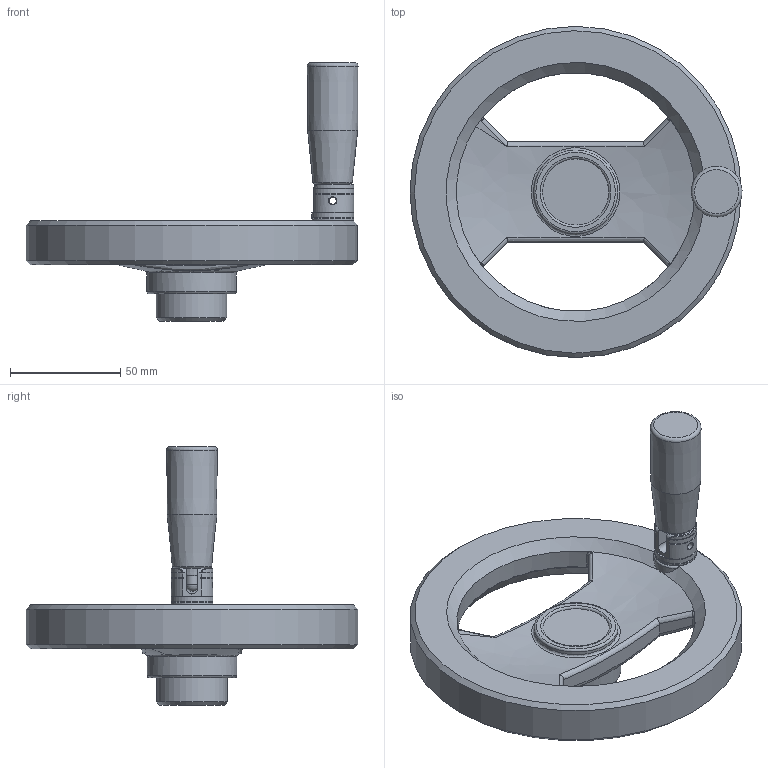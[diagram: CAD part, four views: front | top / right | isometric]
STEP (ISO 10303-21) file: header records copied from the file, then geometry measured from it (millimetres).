
FILE_DESCRIPTION( ( 'Unknown' ), '1' );
FILE_NAME( '6154005_VR2_150-MR.stp', 'Unknown', ( 'Unknown' ), ( 'Unknown' ), 'PSStep 10.0', 'Unknown', ' ' );
FILE_SCHEMA( ( 'automotive_design' ) );
Length unit declared in the file: millimetre
Products named in the file (2): 1831027
Bounding box: 150.32 x 150 x 117.1 mm (x, y, z)
Volume: 257081 mm3; surface area: 56354.5 mm2
Topology: 2 solids, 4 shells, 174 faces, 445 edges, 277 vertices
Faces by surface type: plane 63, cylinder 41, bspline 30, cone 21, torus 18, sphere 1
Full cylindrical faces by diameter (mm): 2.5 x1, 3.25 x2, 3.5 x1, 5 x1, 6 x2, 6.1 x1, 6.4 x1, 6.5 x1, 8.2 x1, 8.31 x1, 9 x1, 9.9 x1, 10 x1, 12 x1, 12.15 x1, 19 x2, 25 x1, 32 x1, 38 x1, 40.6 x1, 150 x1
Entity records: 10263 total; most frequent: CARTESIAN_POINT 5333, ORIENTED_EDGE 698, DIRECTION 676, EDGE_CURVE 349, AXIS2_PLACEMENT_3D 289, EDGE_LOOP 246, VERTEX_POINT 242, FACE_OUTER_BOUND 212
